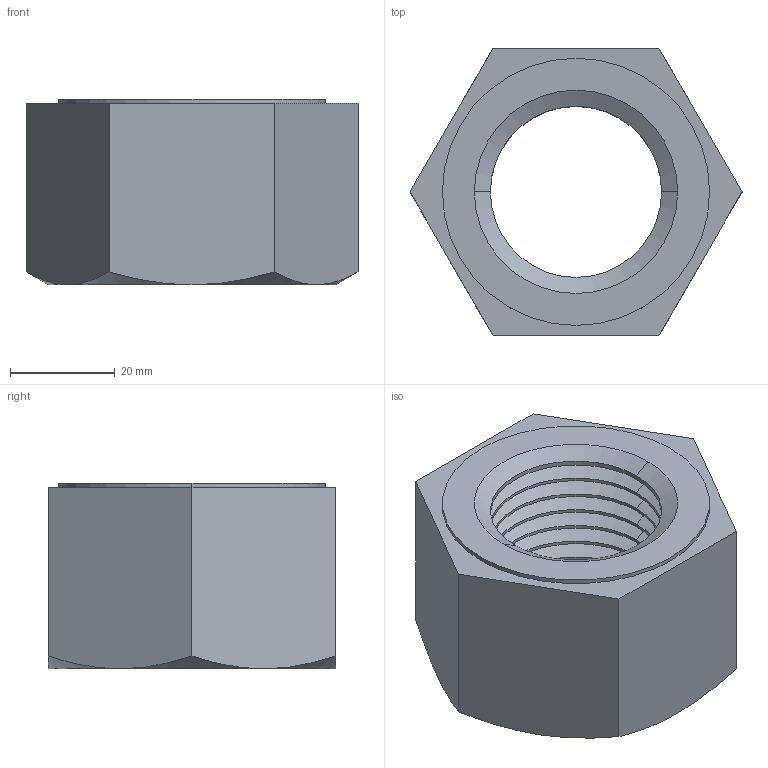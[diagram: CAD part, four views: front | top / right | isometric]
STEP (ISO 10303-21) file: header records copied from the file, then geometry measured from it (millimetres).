
FILE_DESCRIPTION (( 'STEP AP214' ), '1' );
FILE_NAME ('M36-A.STEP', '2021-10-17T16:46:42', ( 'China' ), ( 'Home' ), 'SwSTEP 2.0', 'SolidWorks 2018', '' );
FILE_SCHEMA (( 'AUTOMOTIVE_DESIGN' ));
Length unit declared in the file: millimetre
Products named in the file (1): M36-A
Bounding box: 63.51 x 55 x 35.5 mm (x, y, z)
Volume: 57973.9 mm3; surface area: 16704.3 mm2
Topology: 1 solids, 1 shells, 76 faces, 156 edges, 83 vertices
Faces by surface type: cone 47, cylinder 20, plane 9
Entity records: 2045 total; most frequent: CARTESIAN_POINT 400, DIRECTION 369, ORIENTED_EDGE 312, EDGE_CURVE 156, AXIS2_PLACEMENT_3D 148, VERTEX_POINT 83, EDGE_LOOP 79, FACE_OUTER_BOUND 76
